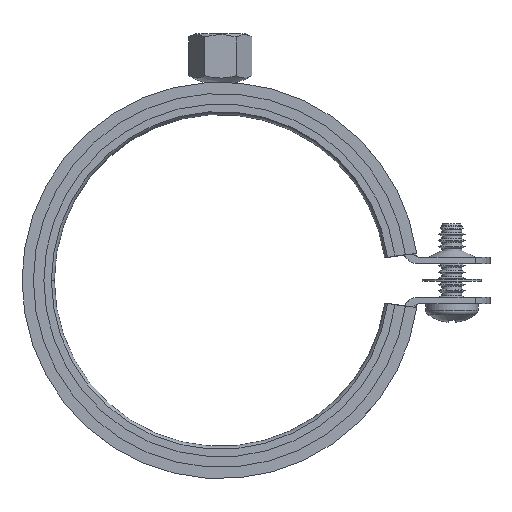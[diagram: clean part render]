
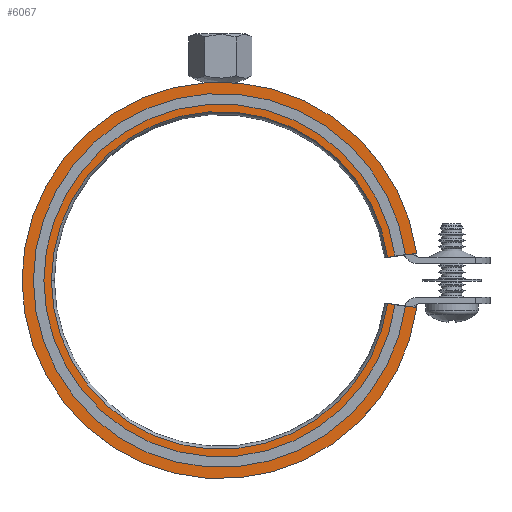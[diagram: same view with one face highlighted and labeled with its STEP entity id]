
A CAD part, front view. The second image highlights one B-rep face of the part: STEP entity #6067.
In plain terms, the highlighted face is planar.
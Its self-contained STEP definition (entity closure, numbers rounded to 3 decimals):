
#4918=CARTESIAN_POINT('',(84.26,165.573,11.5));
#4919=VERTEX_POINT('',#4918);
#4926=CARTESIAN_POINT('',(164.284,160.091,11.5));
#4927=VERTEX_POINT('',#4926);
#4928=CARTESIAN_POINT('',(124.46,165.573,11.5));
#4929=DIRECTION('',(0.0,0.0,1.0));
#4930=DIRECTION('',(1.0,0.0,0.0));
#4931=AXIS2_PLACEMENT_3D('',#4928,#4929,#4930);
#4932=CIRCLE('',#4931,40.2);
#4933=EDGE_CURVE('',#4919,#4927,#4932,.T.);
#4958=CARTESIAN_POINT('',(77.26,165.573,11.5));
#4959=VERTEX_POINT('',#4958);
#4968=CARTESIAN_POINT('',(171.219,172.009,11.5));
#4969=VERTEX_POINT('',#4968);
#4970=CARTESIAN_POINT('',(124.46,165.573,11.5));
#4971=DIRECTION('',(0.0,0.0,1.0));
#4972=DIRECTION('',(1.0,0.0,0.0));
#4973=AXIS2_PLACEMENT_3D('',#4970,#4971,#4972);
#4974=CIRCLE('',#4973,47.2);
#4975=EDGE_CURVE('',#4969,#4959,#4974,.T.);
#6018=CARTESIAN_POINT('',(171.219,159.137,11.5));
#6019=VERTEX_POINT('',#6018);
#6026=CARTESIAN_POINT('',(124.46,165.573,11.5));
#6027=DIRECTION('',(0.0,0.0,1.0));
#6028=DIRECTION('',(1.0,0.0,0.0));
#6029=AXIS2_PLACEMENT_3D('',#6026,#6027,#6028);
#6030=CIRCLE('',#6029,47.2);
#6031=EDGE_CURVE('',#4959,#6019,#6030,.T.);
#6036=CARTESIAN_POINT('',(167.752,171.532,11.5));
#6037=DIRECTION('',(0.0,0.0,1.0));
#6038=DIRECTION('',(1.0,0.0,0.0));
#6039=AXIS2_PLACEMENT_3D('',#6036,#6037,#6038);
#6040=PLANE('',#6039);
#6041=CARTESIAN_POINT('',(171.219,159.137,11.5));
#6042=DIRECTION('',(-0.991,0.136,0.0));
#6043=VECTOR('',#6042,7.);
#6044=LINE('',#6041,#6043);
#6045=EDGE_CURVE('',#6019,#4927,#6044,.T.);
#6046=ORIENTED_EDGE('',*,*,#6045,.T.);
#6047=ORIENTED_EDGE('',*,*,#4933,.F.);
#6048=CARTESIAN_POINT('',(164.284,171.055,11.5));
#6049=VERTEX_POINT('',#6048);
#6050=CARTESIAN_POINT('',(124.46,165.573,11.5));
#6051=DIRECTION('',(0.0,0.0,1.0));
#6052=DIRECTION('',(1.0,0.0,0.0));
#6053=AXIS2_PLACEMENT_3D('',#6050,#6051,#6052);
#6054=CIRCLE('',#6053,40.2);
#6055=EDGE_CURVE('',#6049,#4919,#6054,.T.);
#6056=ORIENTED_EDGE('',*,*,#6055,.F.);
#6057=CARTESIAN_POINT('',(171.219,172.009,11.5));
#6058=DIRECTION('',(-0.991,-0.136,0.0));
#6059=VECTOR('',#6058,7.);
#6060=LINE('',#6057,#6059);
#6061=EDGE_CURVE('',#4969,#6049,#6060,.T.);
#6062=ORIENTED_EDGE('',*,*,#6061,.F.);
#6063=ORIENTED_EDGE('',*,*,#4975,.T.);
#6064=ORIENTED_EDGE('',*,*,#6031,.T.);
#6065=EDGE_LOOP('',(#6046,#6047,#6056,#6062,#6063,#6064));
#6066=FACE_OUTER_BOUND('',#6065,.T.);
#6067=ADVANCED_FACE('',(#6066),#6040,.T.);
